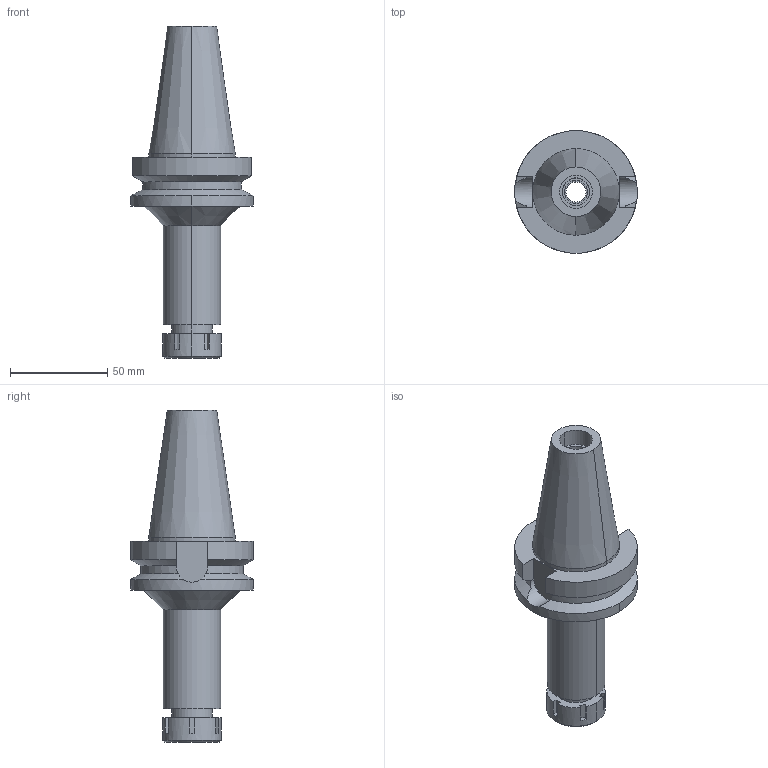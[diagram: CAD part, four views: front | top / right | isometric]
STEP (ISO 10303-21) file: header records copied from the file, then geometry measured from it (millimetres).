
FILE_DESCRIPTION (( 'STEP AP203' ), '1' );
FILE_NAME ('BT40-NBS10-105.stp', '2019-09-13T14:16:52', ( '' ), ( '' ), 'SwSTEP 2.0', 'SolidWorks 2019', '' );
FILE_SCHEMA (( 'CONFIG_CONTROL_DESIGN' ));
Length unit declared in the file: millimetre
Products named in the file (7): NBN10_1.stp; BT40-NBS10-105.stp; BT40NB10105-100_ASM.stp; BT40-NBS10-105; DXF_TEMP_ASSY_ASM_4_ASM.stp; BT40-NBS10-105-FreeParts; BT40-NBS10-105_1.stp
Assembly tree (5 placements, depth 5):
  BT40-NBS10-105
    BT40-NBS10-105.stp
      BT40NB10105-100_ASM.stp
        DXF_TEMP_ASSY_ASM_4_ASM.stp
          BT40-NBS10-105_1.stp
          NBN10_1.stp
  BT40-NBS10-105-FreeParts
Bounding box: 63 x 63 x 170.4 mm (x, y, z)
Volume: 167456.5 mm3; surface area: 34397.6 mm2
Topology: 2 solids, 2 shells, 93 faces, 227 edges, 149 vertices
Faces by surface type: plane 45, cylinder 34, cone 14
Entity records: 3629 total; most frequent: CARTESIAN_POINT 656, DIRECTION 512, ORIENTED_EDGE 454, EDGE_CURVE 227, AXIS2_PLACEMENT_3D 196, VERTEX_POINT 149, VECTOR 120, LINE 120
